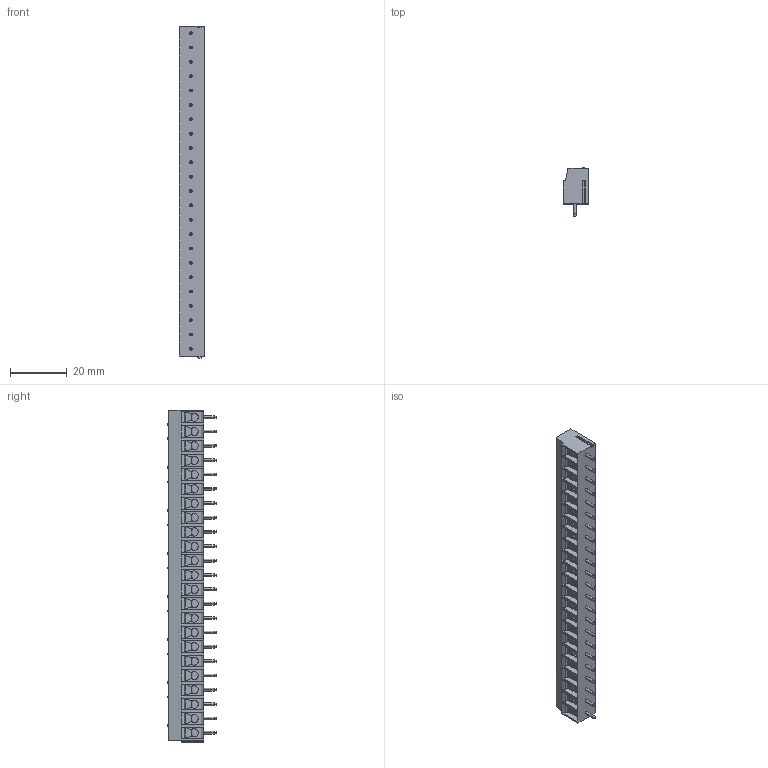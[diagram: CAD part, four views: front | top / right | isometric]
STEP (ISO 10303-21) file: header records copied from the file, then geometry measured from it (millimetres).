
FILE_DESCRIPTION((''),'2;1');
FILE_NAME('TL300R','2024-12-10T',('yanfa'),(''),'PRO/ENGINEER BY PARAMETRIC TECHNOLOGY CORPORATION, 2009280','PRO/ENGINEER BY PARAMETRIC TECHNOLOGY CORPORATION, 2009280','');
FILE_SCHEMA(('AUTOMOTIVE_DESIGN_CC2 { 1 2 10303 214 -1 1 5 2 }'));
Length unit declared in the file: millimetre
Products named in the file (1): TL300R
Bounding box: 9 x 17.3 x 117.53 mm (x, y, z)
Volume: 10641.4 mm3; surface area: 8372 mm2
Topology: 1 solids, 1 shells, 1340 faces, 3416 edges, 2155 vertices
Faces by surface type: plane 706, cylinder 420, cone 138, torus 46, sphere 30
Entity records: 40748 total; most frequent: CARTESIAN_POINT 8261, ORIENTED_EDGE 6772, DIRECTION 6736, EDGE_CURVE 3386, AXIS2_PLACEMENT_3D 2378, VERTEX_POINT 2155, VECTOR 1980, LINE 1980
